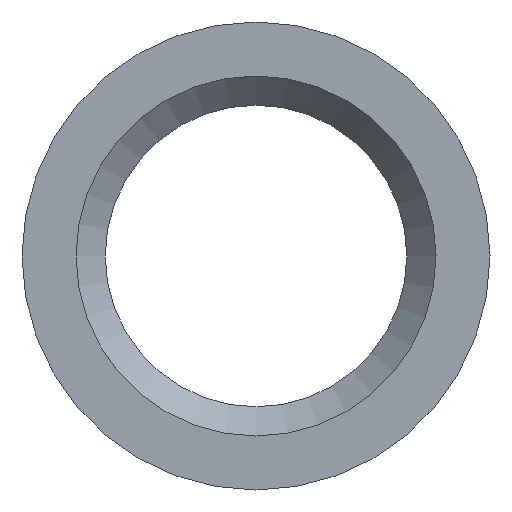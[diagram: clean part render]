
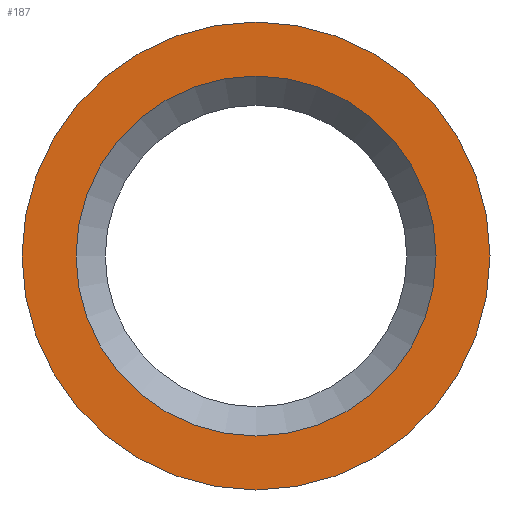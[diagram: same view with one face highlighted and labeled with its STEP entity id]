
A CAD part, left-side view. The second image highlights one B-rep face of the part: STEP entity #187.
In plain terms, the highlighted planar face has unit normal (-1, 0, 0).
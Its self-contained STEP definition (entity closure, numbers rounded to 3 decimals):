
#73=CARTESIAN_POINT('',(0.0,-6.5,0.));
#74=VERTEX_POINT('',#73);
#75=CARTESIAN_POINT('',(0.0,0.0,0.0));
#76=DIRECTION('',(-1.0,0.0,0.0));
#77=DIRECTION('',(0.0,1.0,0.0));
#78=AXIS2_PLACEMENT_3D('',#75,#76,#77);
#79=CIRCLE('',#78,6.5);
#80=EDGE_CURVE('',#74,#74,#79,.T.);
#149=CARTESIAN_POINT('',(0.0,-5.0,0.));
#150=VERTEX_POINT('',#149);
#151=CARTESIAN_POINT('',(0.0,0.0,0.0));
#152=DIRECTION('',(-1.0,0.0,0.0));
#153=DIRECTION('',(0.0,1.0,0.0));
#154=AXIS2_PLACEMENT_3D('',#151,#152,#153);
#155=CIRCLE('',#154,5.0);
#156=EDGE_CURVE('',#150,#150,#155,.T.);
#176=CARTESIAN_POINT('',(0.0,5.75,0.));
#177=DIRECTION('',(-1.0,0.0,0.0));
#178=DIRECTION('',(0.0,0.0,1.0));
#179=AXIS2_PLACEMENT_3D('',#176,#177,#178);
#180=PLANE('',#179);
#181=ORIENTED_EDGE('',*,*,#80,.T.);
#182=EDGE_LOOP('',(#181));
#183=FACE_OUTER_BOUND('',#182,.T.);
#184=ORIENTED_EDGE('',*,*,#156,.F.);
#185=EDGE_LOOP('',(#184));
#186=FACE_BOUND('',#185,.T.);
#187=ADVANCED_FACE('',(#183,#186),#180,.T.);
